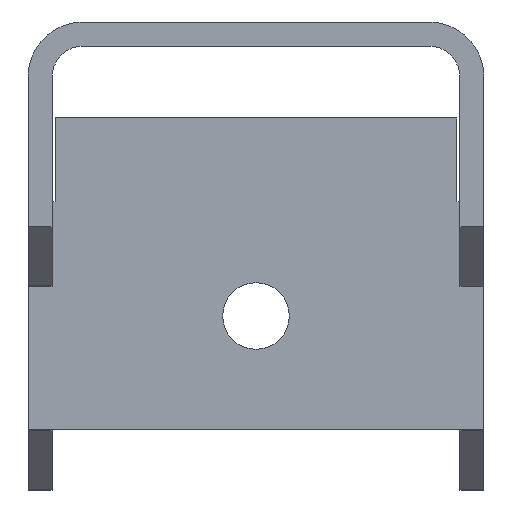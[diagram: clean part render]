
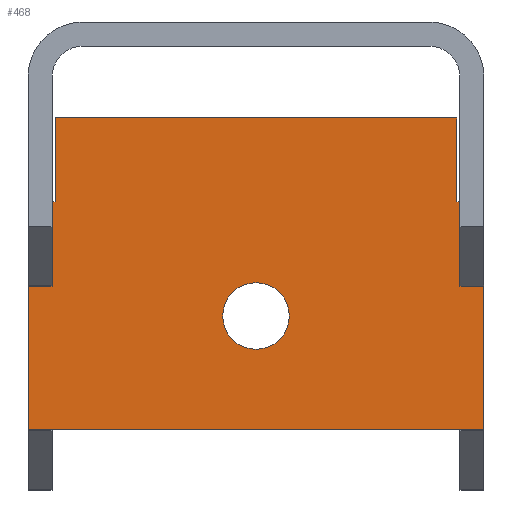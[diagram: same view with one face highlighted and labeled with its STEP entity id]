
A CAD part, left-side view. The second image highlights one B-rep face of the part: STEP entity #468.
In plain terms, the highlighted planar face has unit normal (-1, 0, 0).
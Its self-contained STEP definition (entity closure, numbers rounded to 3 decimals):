
#159=FACE_BOUND('',#931,.T.);
#160=FACE_BOUND('',#932,.T.);
#283=PLANE('',#4196);
#468=ADVANCED_FACE('F10',(#159,#160),#283,.T.);
#931=EDGE_LOOP('',(#2119,#2120,#2121,#2122,#2123,#2124,#2125,#2126));
#932=EDGE_LOOP('',(#2127));
#1058=CIRCLE('',#4188,2.775);
#2119=ORIENTED_EDGE('',*,*,#3045,.F.);
#2120=ORIENTED_EDGE('',*,*,#3046,.T.);
#2121=ORIENTED_EDGE('',*,*,#3043,.F.);
#2122=ORIENTED_EDGE('',*,*,#3040,.F.);
#2123=ORIENTED_EDGE('',*,*,#3037,.F.);
#2124=ORIENTED_EDGE('',*,*,#3034,.T.);
#2125=ORIENTED_EDGE('',*,*,#3031,.T.);
#2126=ORIENTED_EDGE('',*,*,#3028,.T.);
#2127=ORIENTED_EDGE('',*,*,#3025,.T.);
#2490=VERTEX_POINT('',#6275);
#2493=VERTEX_POINT('',#6282);
#2494=VERTEX_POINT('',#6284);
#2496=VERTEX_POINT('',#6290);
#2498=VERTEX_POINT('',#6296);
#2500=VERTEX_POINT('',#6302);
#2502=VERTEX_POINT('',#6308);
#2504=VERTEX_POINT('',#6314);
#2505=VERTEX_POINT('',#6318);
#3025=EDGE_CURVE('E35',#2490,#2490,#1058,.T.);
#3028=EDGE_CURVE('E27',#2494,#2493,#3449,.T.);
#3031=EDGE_CURVE('E23',#2496,#2494,#3452,.T.);
#3034=EDGE_CURVE('E19',#2498,#2496,#3455,.T.);
#3037=EDGE_CURVE('E15',#2498,#2500,#3458,.T.);
#3040=EDGE_CURVE('E11',#2500,#2502,#3461,.T.);
#3043=EDGE_CURVE('E7',#2502,#2504,#3464,.T.);
#3045=EDGE_CURVE('E31',#2505,#2493,#3466,.T.);
#3046=EDGE_CURVE('E3',#2505,#2504,#3467,.T.);
#3449=LINE('',#6283,#3870);
#3452=LINE('',#6289,#3873);
#3455=LINE('',#6295,#3876);
#3458=LINE('',#6301,#3879);
#3461=LINE('',#6307,#3882);
#3464=LINE('',#6313,#3885);
#3466=LINE('',#6317,#3887);
#3467=LINE('',#6319,#3888);
#3870=VECTOR('',#5195,1.);
#3873=VECTOR('',#5200,1.);
#3876=VECTOR('',#5205,1.);
#3879=VECTOR('',#5210,1.);
#3882=VECTOR('',#5215,1.);
#3885=VECTOR('',#5220,1.);
#3887=VECTOR('',#5224,1.);
#3888=VECTOR('',#5225,1.);
#4188=AXIS2_PLACEMENT_3D('',#6276,#5189,#5190);
#4196=AXIS2_PLACEMENT_3D('',#6320,#5226,#5227);
#5189=DIRECTION('',(1.,0.,0.));
#5190=DIRECTION('',(0.,0.,1.));
#5195=DIRECTION('',(0.,1.,0.));
#5200=DIRECTION('',(0.,0.,1.));
#5205=DIRECTION('',(0.,-1.,0.));
#5210=DIRECTION('',(0.,0.,1.));
#5215=DIRECTION('',(0.,-1.,0.));
#5220=DIRECTION('',(0.,0.,1.));
#5224=DIRECTION('',(0.,0.,-1.));
#5225=DIRECTION('',(0.,1.,0.));
#5226=DIRECTION('',(-1.,0.,0.));
#5227=DIRECTION('',(0.,-1.,0.));
#6275=CARTESIAN_POINT('',(-395.748,-9028.998,-4.368));
#6276=CARTESIAN_POINT('',(-395.748,-9028.998,-7.143));
#6282=CARTESIAN_POINT('',(-395.748,-9045.748,2.357));
#6283=CARTESIAN_POINT('',(-395.748,-9046.873,2.357));
#6284=CARTESIAN_POINT('',(-395.748,-9047.998,2.357));
#6289=CARTESIAN_POINT('',(-395.748,-9047.998,-7.143));
#6290=CARTESIAN_POINT('',(-395.748,-9047.998,-16.643));
#6295=CARTESIAN_POINT('',(-395.748,-9028.998,-16.643));
#6296=CARTESIAN_POINT('',(-395.748,-9009.998,-16.643));
#6301=CARTESIAN_POINT('',(-395.748,-9009.998,-7.143));
#6302=CARTESIAN_POINT('',(-395.748,-9009.998,2.357));
#6307=CARTESIAN_POINT('',(-395.748,-9011.123,2.357));
#6308=CARTESIAN_POINT('',(-395.748,-9012.248,2.357));
#6313=CARTESIAN_POINT('',(-395.748,-9012.248,5.857));
#6314=CARTESIAN_POINT('',(-395.748,-9012.248,9.357));
#6317=CARTESIAN_POINT('',(-395.748,-9045.748,5.857));
#6318=CARTESIAN_POINT('',(-395.748,-9045.748,9.357));
#6319=CARTESIAN_POINT('',(-395.748,-9028.998,9.357));
#6320=CARTESIAN_POINT('',(-395.748,-9049.898,10.657));
